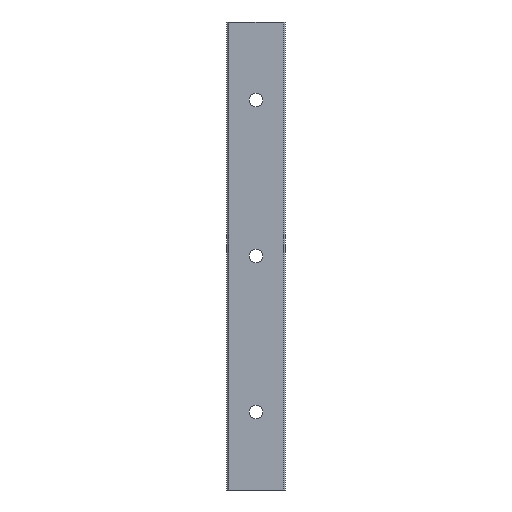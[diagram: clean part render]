
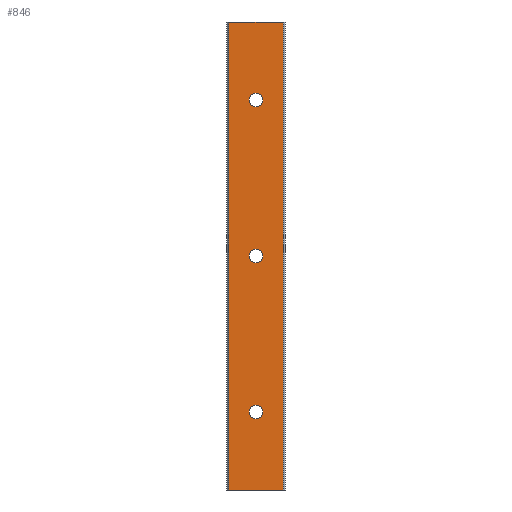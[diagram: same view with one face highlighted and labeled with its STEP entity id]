
A CAD part, front view. The second image highlights one B-rep face of the part: STEP entity #846.
In plain terms, the highlighted planar face has unit normal (0, -1, 0).
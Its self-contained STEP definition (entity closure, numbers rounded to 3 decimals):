
#48=LINE('',#1303,#108);
#74=LINE('',#1390,#134);
#75=LINE('',#1393,#135);
#76=LINE('',#1394,#136);
#108=VECTOR('',#1051,14.);
#134=VECTOR('',#1141,120.);
#135=VECTOR('',#1144,14.);
#136=VECTOR('',#1145,120.);
#168=PLANE('',#936);
#192=FACE_BOUND('',#285,.T.);
#193=FACE_BOUND('',#286,.T.);
#194=FACE_BOUND('',#287,.T.);
#223=FACE_OUTER_BOUND('',#284,.T.);
#284=EDGE_LOOP('',(#665,#666,#667,#668));
#285=EDGE_LOOP('',(#669));
#286=EDGE_LOOP('',(#670));
#287=EDGE_LOOP('',(#671));
#313=CIRCLE('',#881,1.75);
#315=CIRCLE('',#885,1.75);
#319=CIRCLE('',#893,1.75);
#368=VERTEX_POINT('',#1251);
#370=VERTEX_POINT('',#1257);
#374=VERTEX_POINT('',#1269);
#389=VERTEX_POINT('',#1300);
#390=VERTEX_POINT('',#1302);
#419=VERTEX_POINT('',#1388);
#420=VERTEX_POINT('',#1392);
#447=EDGE_CURVE('',#368,#368,#313,.T.);
#449=EDGE_CURVE('',#370,#370,#315,.T.);
#453=EDGE_CURVE('',#374,#374,#319,.T.);
#469=EDGE_CURVE('',#389,#390,#48,.T.);
#513=EDGE_CURVE('',#419,#389,#74,.T.);
#514=EDGE_CURVE('',#420,#419,#75,.T.);
#515=EDGE_CURVE('',#420,#390,#76,.T.);
#665=ORIENTED_EDGE('',*,*,#513,.F.);
#666=ORIENTED_EDGE('',*,*,#514,.F.);
#667=ORIENTED_EDGE('',*,*,#515,.T.);
#668=ORIENTED_EDGE('',*,*,#469,.F.);
#669=ORIENTED_EDGE('',*,*,#447,.T.);
#670=ORIENTED_EDGE('',*,*,#449,.T.);
#671=ORIENTED_EDGE('',*,*,#453,.T.);
#846=ADVANCED_FACE('',(#223,#192,#193,#194),#168,.T.);
#881=AXIS2_PLACEMENT_3D('',#1252,#999,#1000);
#885=AXIS2_PLACEMENT_3D('',#1258,#1007,#1008);
#893=AXIS2_PLACEMENT_3D('',#1270,#1023,#1024);
#936=AXIS2_PLACEMENT_3D('',#1391,#1142,#1143);
#999=DIRECTION('center_axis',(0.,1.,0.));
#1000=DIRECTION('ref_axis',(1.,0.,0.));
#1007=DIRECTION('center_axis',(0.,1.,0.));
#1008=DIRECTION('ref_axis',(1.,0.,0.));
#1023=DIRECTION('center_axis',(0.,1.,0.));
#1024=DIRECTION('ref_axis',(1.,0.,0.));
#1051=DIRECTION('',(-1.,0.,0.));
#1141=DIRECTION('',(0.,0.,-1.));
#1142=DIRECTION('center_axis',(0.,-1.,0.));
#1143=DIRECTION('ref_axis',(1.,0.,0.));
#1144=DIRECTION('',(1.,0.,0.));
#1145=DIRECTION('',(0.,0.,-1.));
#1251=CARTESIAN_POINT('',(-1.75,0.,-40.));
#1252=CARTESIAN_POINT('Origin',(0.,0.,-40.));
#1257=CARTESIAN_POINT('',(-1.75,0.,0.));
#1258=CARTESIAN_POINT('Origin',(0.,0.,0.));
#1269=CARTESIAN_POINT('',(-1.75,0.,40.));
#1270=CARTESIAN_POINT('Origin',(0.,0.,40.));
#1300=CARTESIAN_POINT('',(7.,0.,-60.));
#1302=CARTESIAN_POINT('',(-7.,0.,-60.));
#1303=CARTESIAN_POINT('',(7.,0.,-60.));
#1388=CARTESIAN_POINT('',(7.,0.,60.));
#1390=CARTESIAN_POINT('',(7.,0.,0.));
#1391=CARTESIAN_POINT('Origin',(-7.,0.,0.));
#1392=CARTESIAN_POINT('',(-7.,0.,60.));
#1393=CARTESIAN_POINT('',(7.,0.,60.));
#1394=CARTESIAN_POINT('',(-7.,0.,0.));
